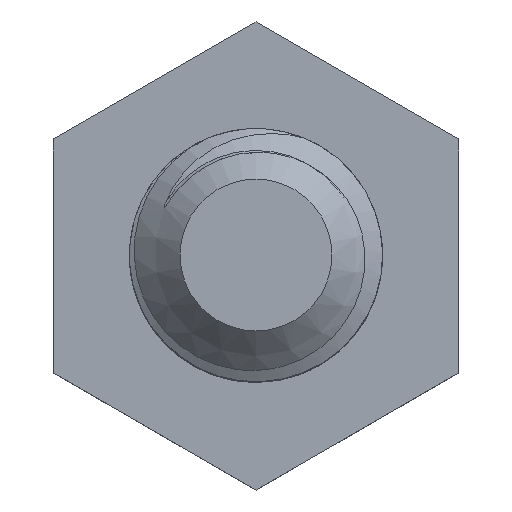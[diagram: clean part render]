
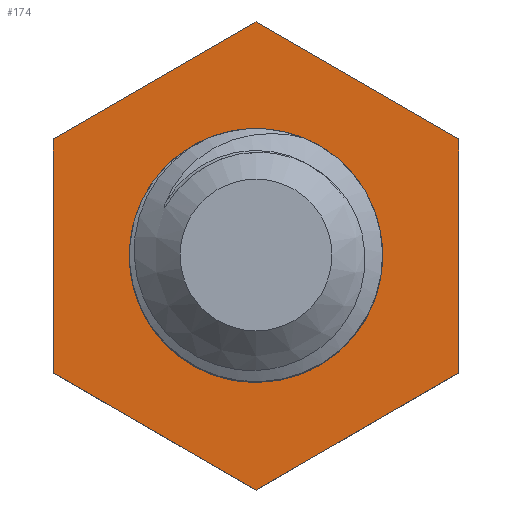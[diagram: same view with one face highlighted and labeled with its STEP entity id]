
A CAD part, top view. The second image highlights one B-rep face of the part: STEP entity #174.
In plain terms, the highlighted planar face has unit normal (0, 0, 1).
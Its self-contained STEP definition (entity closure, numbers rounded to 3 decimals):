
#174=ADVANCED_FACE('',(#428,#430),#432,.T.);
#428=FACE_BOUND('',#429,.T.);
#429=EDGE_LOOP('',(#7955,#7956,#7957,#7958,#7959,#7960));
#430=FACE_BOUND('',#431,.T.);
#431=EDGE_LOOP('',(#7961));
#432=PLANE('',#433);
#433=AXIS2_PLACEMENT_3D('',#434,#435,#436);
#434=CARTESIAN_POINT('',(0.,0.,3.));
#435=DIRECTION('',(0.,0.,1.));
#436=DIRECTION('',(-1.,0.,0.));
#7955=ORIENTED_EDGE('',*,*,#8057,.T.);
#7956=ORIENTED_EDGE('',*,*,#8054,.T.);
#7957=ORIENTED_EDGE('',*,*,#8051,.T.);
#7958=ORIENTED_EDGE('',*,*,#8048,.T.);
#7959=ORIENTED_EDGE('',*,*,#8045,.T.);
#7960=ORIENTED_EDGE('',*,*,#8042,.T.);
#7961=ORIENTED_EDGE('',*,*,#8058,.F.);
#8042=EDGE_CURVE('',#8110,#8108,#8111,.T.);
#8045=EDGE_CURVE('',#8115,#8110,#8116,.T.);
#8048=EDGE_CURVE('',#8120,#8115,#8121,.T.);
#8051=EDGE_CURVE('',#8125,#8120,#8126,.T.);
#8054=EDGE_CURVE('',#8130,#8125,#8131,.T.);
#8057=EDGE_CURVE('',#8108,#8130,#8134,.T.);
#8058=EDGE_CURVE('',#8135,#8135,#8136,.T.);
#8108=VERTEX_POINT('',#8275);
#8110=VERTEX_POINT('',#8279);
#8111=LINE('',#8280,#8281);
#8115=VERTEX_POINT('',#8350);
#8116=LINE('',#8351,#8352);
#8120=VERTEX_POINT('',#8408);
#8121=LINE('',#8409,#8410);
#8125=VERTEX_POINT('',#8466);
#8126=LINE('',#8467,#8468);
#8130=VERTEX_POINT('',#8537);
#8131=LINE('',#8538,#8539);
#8134=LINE('',#8594,#8595);
#8135=VERTEX_POINT('',#8597);
#8136=CIRCLE('',#8598,2.5);
#8275=CARTESIAN_POINT('',(0.,-4.619,3.));
#8279=CARTESIAN_POINT('',(-4.,-2.309,3.));
#8280=CARTESIAN_POINT('',(-4.,-2.309,3.));
#8281=VECTOR('',#8282,1.);
#8282=DIRECTION('',(0.866,-0.5,0.));
#8350=CARTESIAN_POINT('',(-4.,2.309,3.));
#8351=CARTESIAN_POINT('',(-4.,2.309,3.));
#8352=VECTOR('',#8353,1.);
#8353=DIRECTION('',(0.,-1.,0.));
#8408=CARTESIAN_POINT('',(0.,4.619,3.));
#8409=CARTESIAN_POINT('',(0.,4.619,3.));
#8410=VECTOR('',#8411,1.);
#8411=DIRECTION('',(-0.866,-0.5,0.));
#8466=CARTESIAN_POINT('',(4.,2.309,3.));
#8467=CARTESIAN_POINT('',(4.,2.309,3.));
#8468=VECTOR('',#8469,1.);
#8469=DIRECTION('',(-0.866,0.5,0.));
#8537=CARTESIAN_POINT('',(4.,-2.309,3.));
#8538=CARTESIAN_POINT('',(4.,-2.309,3.));
#8539=VECTOR('',#8540,1.);
#8540=DIRECTION('',(0.,1.,0.));
#8594=CARTESIAN_POINT('',(0.,-4.619,3.));
#8595=VECTOR('',#8596,1.);
#8596=DIRECTION('',(0.866,0.5,0.));
#8597=CARTESIAN_POINT('',(0.,-2.5,3.));
#8598=AXIS2_PLACEMENT_3D('',#8599,#8600,#8601);
#8599=CARTESIAN_POINT('',(0.,0.,3.));
#8600=DIRECTION('',(0.,0.,1.));
#8601=DIRECTION('',(0.,-1.,0.));
